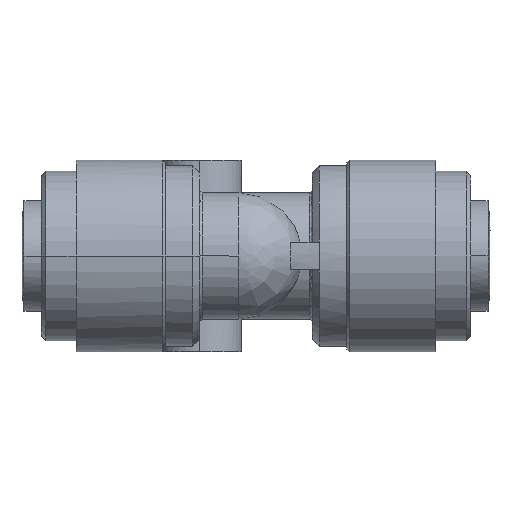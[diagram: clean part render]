
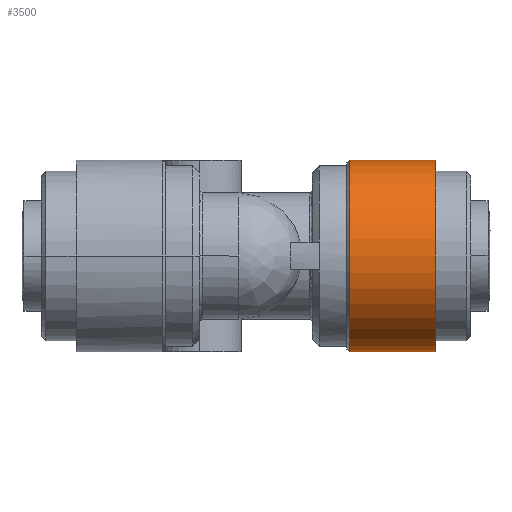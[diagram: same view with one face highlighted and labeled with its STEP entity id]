
A CAD part, left-side view. The second image highlights one B-rep face of the part: STEP entity #3500.
In plain terms, the highlighted cylindrical face has radius 6.9 mm (diameter 13.8 mm), a partial arc.
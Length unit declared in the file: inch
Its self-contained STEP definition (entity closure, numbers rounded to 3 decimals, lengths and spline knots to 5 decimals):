
#327 = VERTEX_POINT ( 'NONE', #2597 ) ;
#478 = CARTESIAN_POINT ( 'NONE',  ( 0., 0.27559, 0.27165 ) ) ;
#503 = DIRECTION ( 'NONE',  ( 0., 1., 0. ) ) ;
#556 = CARTESIAN_POINT ( 'NONE',  ( 0., 0.39764, -0.27165 ) ) ;
#651 = CYLINDRICAL_SURFACE ( 'NONE', #4372, 0.27165 ) ;
#719 = LINE ( 'NONE', #3330, #3105 ) ;
#1054 = DIRECTION ( 'NONE',  ( 0., -1., 0. ) ) ;
#1506 = DIRECTION ( 'NONE',  ( 0., 1., 0. ) ) ;
#1546 = EDGE_CURVE ( 'NONE', #3875, #3030, #6077, .T. ) ;
#1897 = VECTOR ( 'NONE', #503, 39.37008 ) ;
#2348 = CARTESIAN_POINT ( 'NONE',  ( 0., 0.39764, 0.27165 ) ) ;
#2370 = DIRECTION ( 'NONE',  ( 0., 1., 0. ) ) ;
#2490 = ORIENTED_EDGE ( 'NONE', *, *, #4018, .F. ) ;
#2597 = CARTESIAN_POINT ( 'NONE',  ( 0., 0.15354, 0.27165 ) ) ;
#3030 = VERTEX_POINT ( 'NONE', #556 ) ;
#3105 = VECTOR ( 'NONE', #5699, 39.37008 ) ;
#3164 = LINE ( 'NONE', #478, #1897 ) ;
#3230 = EDGE_LOOP ( 'NONE', ( #2490, #6107, #4560, #4273 ) ) ;
#3298 = VERTEX_POINT ( 'NONE', #3552 ) ;
#3330 = CARTESIAN_POINT ( 'NONE',  ( 0., 0.27559, -0.27165 ) ) ;
#3362 = DIRECTION ( 'NONE',  ( 0., 0., 1. ) ) ;
#3500 = ADVANCED_FACE ( 'NONE', ( #4435 ), #651, .T. ) ;
#3552 = CARTESIAN_POINT ( 'NONE',  ( 0., 0.15354, -0.27165 ) ) ;
#3875 = VERTEX_POINT ( 'NONE', #2348 ) ;
#3891 = CARTESIAN_POINT ( 'NONE',  ( 0., 0.39764, 0. ) ) ;
#4008 = AXIS2_PLACEMENT_3D ( 'NONE', #3891, #1054, #4366 ) ;
#4018 = EDGE_CURVE ( 'NONE', #3298, #3030, #719, .T. ) ;
#4273 = ORIENTED_EDGE ( 'NONE', *, *, #1546, .T. ) ;
#4366 = DIRECTION ( 'NONE',  ( 0., 0., 1. ) ) ;
#4372 = AXIS2_PLACEMENT_3D ( 'NONE', #4828, #1506, #3362 ) ;
#4435 = FACE_OUTER_BOUND ( 'NONE', #3230, .T. ) ;
#4560 = ORIENTED_EDGE ( 'NONE', *, *, #6033, .T. ) ;
#4617 = AXIS2_PLACEMENT_3D ( 'NONE', #5221, #2370, #5705 ) ;
#4721 = CIRCLE ( 'NONE', #4617, 0.27165 ) ;
#4828 = CARTESIAN_POINT ( 'NONE',  ( 0., 0.27559, 0. ) ) ;
#5221 = CARTESIAN_POINT ( 'NONE',  ( 0., 0.15354, 0. ) ) ;
#5699 = DIRECTION ( 'NONE',  ( 0., 1., 0. ) ) ;
#5705 = DIRECTION ( 'NONE',  ( 0., 0., 1. ) ) ;
#5995 = EDGE_CURVE ( 'NONE', #3298, #327, #4721, .T. ) ;
#6033 = EDGE_CURVE ( 'NONE', #327, #3875, #3164, .T. ) ;
#6077 = CIRCLE ( 'NONE', #4008, 0.27165 ) ;
#6107 = ORIENTED_EDGE ( 'NONE', *, *, #5995, .T. ) ;
